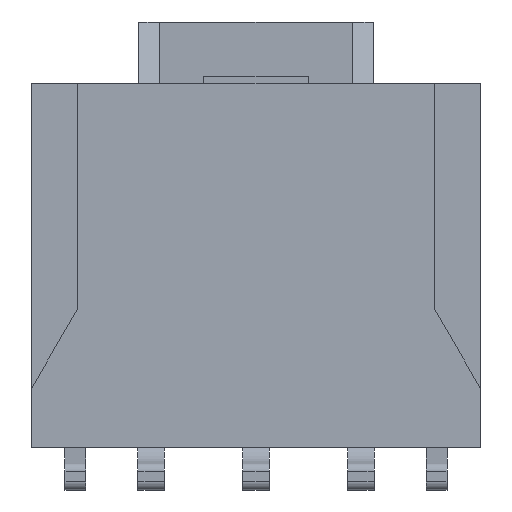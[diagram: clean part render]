
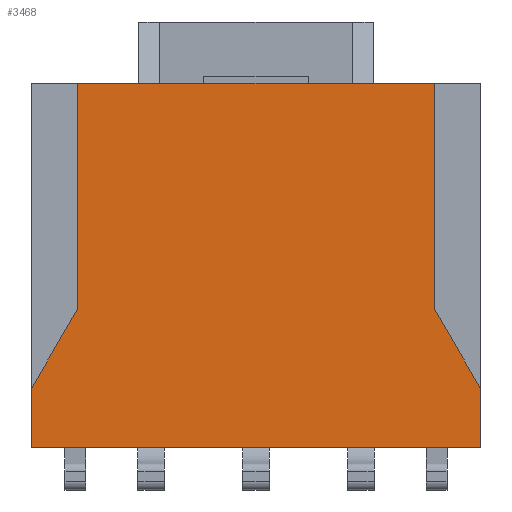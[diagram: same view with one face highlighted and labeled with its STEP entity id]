
A CAD part, front view. The second image highlights one B-rep face of the part: STEP entity #3468.
In plain terms, the highlighted planar face has unit normal (0, -1, 0).
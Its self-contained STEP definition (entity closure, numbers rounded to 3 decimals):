
#1=DIRECTION('',(-0.5,0.,-0.866));
#2=VECTOR('',#1,2.23);
#3=CARTESIAN_POINT('',(-4.25,-2.99,3.321));
#4=LINE('',#3,#2);
#5=DIRECTION('',(0.,0.,-1.));
#6=VECTOR('',#5,5.369);
#7=CARTESIAN_POINT('',(-4.25,-2.99,8.69));
#8=LINE('',#7,#6);
#9=DIRECTION('',(1.,0.,0.));
#10=VECTOR('',#9,8.5);
#11=CARTESIAN_POINT('',(-4.25,-2.99,8.69));
#12=LINE('',#11,#10);
#13=DIRECTION('',(0.,0.,-1.));
#14=VECTOR('',#13,5.369);
#15=CARTESIAN_POINT('',(4.25,-2.99,8.69));
#16=LINE('',#15,#14);
#17=DIRECTION('',(-0.5,0.,0.866));
#18=VECTOR('',#17,2.23);
#19=CARTESIAN_POINT('',(5.365,-2.99,1.39));
#20=LINE('',#19,#18);
#21=DIRECTION('',(0.,0.,-1.));
#22=VECTOR('',#21,1.39);
#23=CARTESIAN_POINT('',(5.365,-2.99,1.39));
#24=LINE('',#23,#22);
#25=DIRECTION('',(-1.,0.,0.));
#26=VECTOR('',#25,10.73);
#27=CARTESIAN_POINT('',(5.365,-2.99,0.));
#28=LINE('',#27,#26);
#29=DIRECTION('',(0.,0.,1.));
#30=VECTOR('',#29,1.39);
#31=CARTESIAN_POINT('',(-5.365,-2.99,0.));
#32=LINE('',#31,#30);
#2621=CARTESIAN_POINT('',(5.365,-2.99,0.));
#2622=CARTESIAN_POINT('',(-5.365,-2.99,0.));
#2623=VERTEX_POINT('',#2621);
#2624=VERTEX_POINT('',#2622);
#2801=CARTESIAN_POINT('',(-4.25,-2.99,3.321));
#2802=VERTEX_POINT('',#2801);
#2803=CARTESIAN_POINT('',(4.25,-2.99,3.321));
#2804=VERTEX_POINT('',#2803);
#2805=CARTESIAN_POINT('',(-5.365,-2.99,1.39));
#2806=VERTEX_POINT('',#2805);
#2807=CARTESIAN_POINT('',(-4.25,-2.99,8.69));
#2808=VERTEX_POINT('',#2807);
#2809=CARTESIAN_POINT('',(5.365,-2.99,1.39));
#2810=VERTEX_POINT('',#2809);
#2811=CARTESIAN_POINT('',(4.25,-2.99,8.69));
#2812=VERTEX_POINT('',#2811);
#3445=CARTESIAN_POINT('',(0.,-2.99,0.));
#3446=DIRECTION('',(0.,1.,0.));
#3447=DIRECTION('',(-1.,0.,0.));
#3448=AXIS2_PLACEMENT_3D('',#3445,#3446,#3447);
#3449=PLANE('',#3448);
#3451=ORIENTED_EDGE('',*,*,#3450,.F.);
#3453=ORIENTED_EDGE('',*,*,#3452,.F.);
#3455=ORIENTED_EDGE('',*,*,#3454,.T.);
#3457=ORIENTED_EDGE('',*,*,#3456,.T.);
#3459=ORIENTED_EDGE('',*,*,#3458,.F.);
#3461=ORIENTED_EDGE('',*,*,#3460,.T.);
#3463=ORIENTED_EDGE('',*,*,#3462,.T.);
#3465=ORIENTED_EDGE('',*,*,#3464,.T.);
#3466=EDGE_LOOP('',(#3451,#3453,#3455,#3457,#3459,#3461,#3463,#3465));
#3467=FACE_OUTER_BOUND('',#3466,.F.);
#3468=ADVANCED_FACE('',(#3467),#3449,.F.);
#3450=EDGE_CURVE('',#2802,#2806,#4,.T.);
#3452=EDGE_CURVE('',#2808,#2802,#8,.T.);
#3454=EDGE_CURVE('',#2808,#2812,#12,.T.);
#3456=EDGE_CURVE('',#2812,#2804,#16,.T.);
#3458=EDGE_CURVE('',#2810,#2804,#20,.T.);
#3460=EDGE_CURVE('',#2810,#2623,#24,.T.);
#3462=EDGE_CURVE('',#2623,#2624,#28,.T.);
#3464=EDGE_CURVE('',#2624,#2806,#32,.T.);
